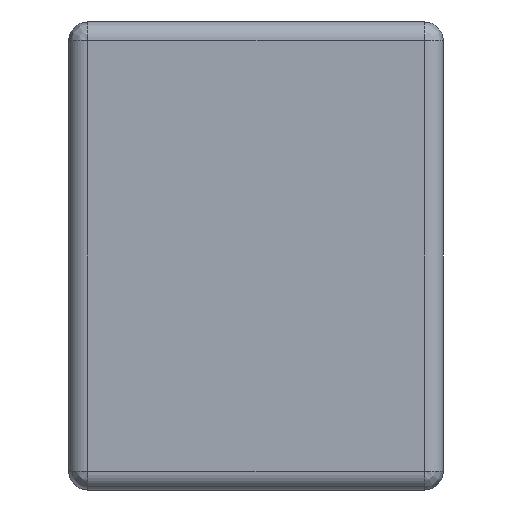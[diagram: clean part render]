
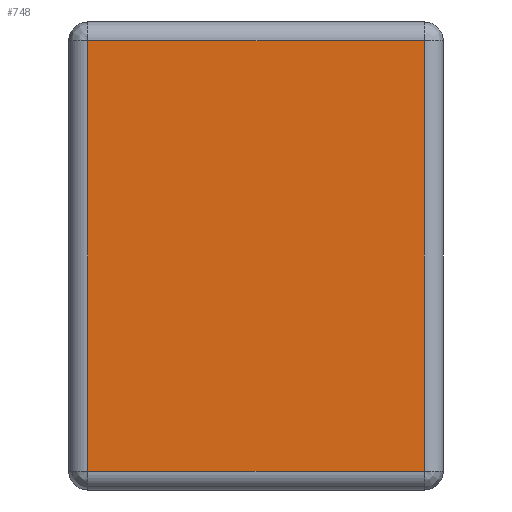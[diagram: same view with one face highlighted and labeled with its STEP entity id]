
A CAD part, left-side view. The second image highlights one B-rep face of the part: STEP entity #748.
In plain terms, the highlighted planar face has unit normal (-1, 0, 0).
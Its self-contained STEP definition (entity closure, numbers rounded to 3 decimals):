
#56 = CARTESIAN_POINT ( 'NONE',  ( -1., 0.95, 0.575 ) ) ;
#74 = EDGE_CURVE ( 'NONE', #997, #225, #572, .T. ) ;
#90 = DIRECTION ( 'NONE',  ( 0., 1., 0. ) ) ;
#100 = ORIENTED_EDGE ( 'NONE', *, *, #74, .F. ) ;
#208 = CARTESIAN_POINT ( 'NONE',  ( -1., 0.95, 0. ) ) ;
#225 = VERTEX_POINT ( 'NONE', #56 ) ;
#231 = CARTESIAN_POINT ( 'NONE',  ( -1., 0.05, 0.575 ) ) ;
#267 = LINE ( 'NONE', #401, #525 ) ;
#313 = EDGE_LOOP ( 'NONE', ( #468, #532, #699, #100 ) ) ;
#342 = AXIS2_PLACEMENT_3D ( 'NONE', #716, #392, #1149 ) ;
#374 = FACE_OUTER_BOUND ( 'NONE', #313, .T. ) ;
#392 = DIRECTION ( 'NONE',  ( 1., 0., 0. ) ) ;
#401 = CARTESIAN_POINT ( 'NONE',  ( -1., 1., 0.575 ) ) ;
#468 = ORIENTED_EDGE ( 'NONE', *, *, #1033, .F. ) ;
#505 = VERTEX_POINT ( 'NONE', #231 ) ;
#516 = DIRECTION ( 'NONE',  ( 0., -1., 0. ) ) ;
#525 = VECTOR ( 'NONE', #516, 1000. ) ;
#532 = ORIENTED_EDGE ( 'NONE', *, *, #756, .F. ) ;
#572 = LINE ( 'NONE', #208, #1342 ) ;
#612 = CARTESIAN_POINT ( 'NONE',  ( -1., 0.05, -0.625 ) ) ;
#623 = CARTESIAN_POINT ( 'NONE',  ( -1., 1., -0.575 ) ) ;
#649 = DIRECTION ( 'NONE',  ( 0., 0., 1. ) ) ;
#699 = ORIENTED_EDGE ( 'NONE', *, *, #1250, .F. ) ;
#716 = CARTESIAN_POINT ( 'NONE',  ( -1., 1., -0.625 ) ) ;
#744 = CARTESIAN_POINT ( 'NONE',  ( -1., 0.05, -0.575 ) ) ;
#748 = ADVANCED_FACE ( 'NONE', ( #374 ), #1035, .F. ) ;
#756 = EDGE_CURVE ( 'NONE', #505, #1311, #955, .T. ) ;
#950 = VECTOR ( 'NONE', #90, 1000. ) ;
#955 = LINE ( 'NONE', #612, #1167 ) ;
#997 = VERTEX_POINT ( 'NONE', #1156 ) ;
#1016 = LINE ( 'NONE', #623, #950 ) ;
#1033 = EDGE_CURVE ( 'NONE', #1311, #997, #1016, .T. ) ;
#1035 = PLANE ( 'NONE',  #342 ) ;
#1079 = DIRECTION ( 'NONE',  ( 0., 0., -1. ) ) ;
#1149 = DIRECTION ( 'NONE',  ( 0., 0., -1. ) ) ;
#1156 = CARTESIAN_POINT ( 'NONE',  ( -1., 0.95, -0.575 ) ) ;
#1167 = VECTOR ( 'NONE', #1079, 1000. ) ;
#1250 = EDGE_CURVE ( 'NONE', #225, #505, #267, .T. ) ;
#1311 = VERTEX_POINT ( 'NONE', #744 ) ;
#1342 = VECTOR ( 'NONE', #649, 1000. ) ;
